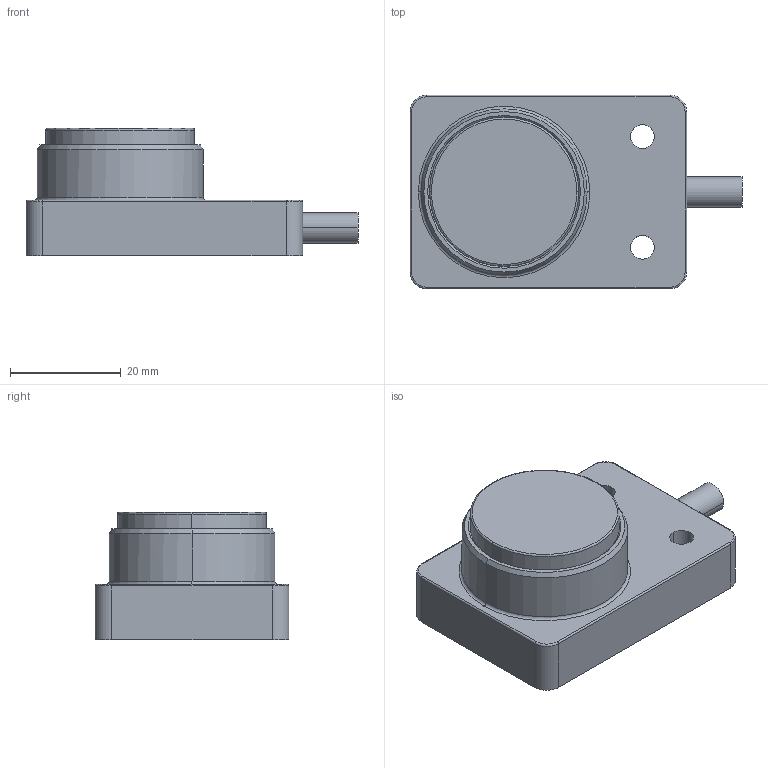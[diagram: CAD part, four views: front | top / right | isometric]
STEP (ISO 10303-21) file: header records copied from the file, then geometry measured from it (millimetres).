
FILE_DESCRIPTION((''),'2;1');
FILE_NAME('DM_CAD-2187_SW0001','2015-11-12T',('Creinig-se'),(''),'PRO/ENGINEER BY PARAMETRIC TECHNOLOGY CORPORATION, 2013050','PRO/ENGINEER BY PARAMETRIC TECHNOLOGY CORPORATION, 2013050','');
FILE_SCHEMA(('CONFIG_CONTROL_DESIGN'));
Length unit declared in the file: millimetre
Products named in the file (1): DM_CAD-2187_SW0001
Bounding box: 60 x 35 x 23 mm (x, y, z)
Volume: 24660.3 mm3; surface area: 6902.1 mm2
Topology: 1 solids, 1 shells, 69 faces, 162 edges, 102 vertices
Faces by surface type: cylinder 32, plane 17, torus 12, cone 8
Entity records: 2543 total; most frequent: DIRECTION 398, CARTESIAN_POINT 333, ORIENTED_EDGE 324, AXIS2_PLACEMENT_3D 167, EDGE_CURVE 162, VERTEX_POINT 102, CIRCLE 98, EDGE_LOOP 80
